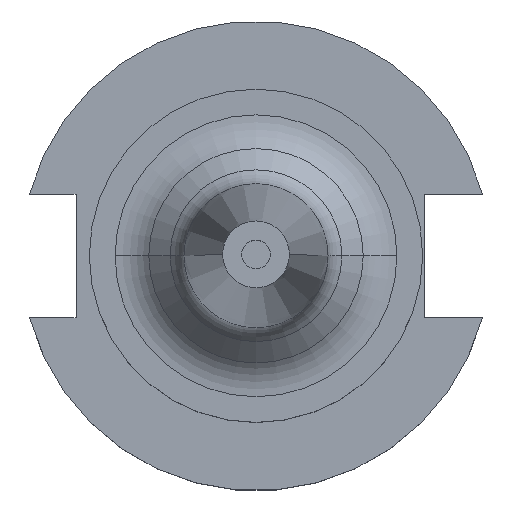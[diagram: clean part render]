
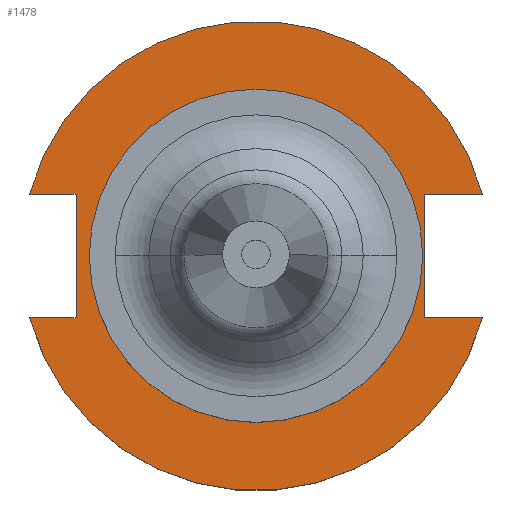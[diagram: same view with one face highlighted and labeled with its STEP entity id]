
A CAD part, top view. The second image highlights one B-rep face of the part: STEP entity #1478.
In plain terms, the highlighted planar face has unit normal (0, 0, 1).
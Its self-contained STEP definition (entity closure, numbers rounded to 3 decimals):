
#27 = VECTOR ( 'NONE', #1737, 1000. ) ;
#54 = DIRECTION ( 'NONE',  ( 0., -1., 0. ) ) ;
#55 = ORIENTED_EDGE ( 'NONE', *, *, #332, .F. ) ;
#64 = VECTOR ( 'NONE', #1738, 1000. ) ;
#74 = AXIS2_PLACEMENT_3D ( 'NONE', #457, #1573, #1725 ) ;
#76 = CARTESIAN_POINT ( 'NONE',  ( -47.477, 12.954, 19.05 ) ) ;
#88 = VERTEX_POINT ( 'NONE', #1396 ) ;
#100 = DIRECTION ( 'NONE',  ( 0., 0., 1. ) ) ;
#137 = VECTOR ( 'NONE', #54, 1000. ) ;
#147 = EDGE_CURVE ( 'NONE', #497, #288, #1374, .T. ) ;
#171 = EDGE_CURVE ( 'NONE', #917, #88, #1043, .T. ) ;
#193 = CARTESIAN_POINT ( 'NONE',  ( 47.477, -12.954, 19.05 ) ) ;
#225 = VECTOR ( 'NONE', #1708, 1000. ) ;
#234 = EDGE_CURVE ( 'NONE', #607, #1333, #1531, .T. ) ;
#257 = CARTESIAN_POINT ( 'NONE',  ( 47.477, 12.954, 19.05 ) ) ;
#281 = ORIENTED_EDGE ( 'NONE', *, *, #147, .F. ) ;
#288 = VERTEX_POINT ( 'NONE', #193 ) ;
#332 = EDGE_CURVE ( 'NONE', #1555, #1004, #395, .T. ) ;
#336 = DIRECTION ( 'NONE',  ( 0., 0., 1. ) ) ;
#342 = DIRECTION ( 'NONE',  ( -1., 0., 0. ) ) ;
#363 = EDGE_CURVE ( 'NONE', #1333, #497, #664, .T. ) ;
#372 = DIRECTION ( 'NONE',  ( 1., 0., 0. ) ) ;
#374 = CIRCLE ( 'NONE', #1167, 49.212 ) ;
#395 = LINE ( 'NONE', #462, #27 ) ;
#432 = CIRCLE ( 'NONE', #74, 49.212 ) ;
#439 = ORIENTED_EDGE ( 'NONE', *, *, #234, .F. ) ;
#446 = DIRECTION ( 'NONE',  ( 1., 0., 0. ) ) ;
#457 = CARTESIAN_POINT ( 'NONE',  ( 0., 0., 19.05 ) ) ;
#462 = CARTESIAN_POINT ( 'NONE',  ( -63.719, 12.954, 19.05 ) ) ;
#463 = AXIS2_PLACEMENT_3D ( 'NONE', #619, #336, #1309 ) ;
#469 = CARTESIAN_POINT ( 'NONE',  ( 35.306, 12.954, 19.05 ) ) ;
#473 = VERTEX_POINT ( 'NONE', #941 ) ;
#497 = VERTEX_POINT ( 'NONE', #1773 ) ;
#508 = EDGE_CURVE ( 'NONE', #607, #1004, #374, .T. ) ;
#518 = ORIENTED_EDGE ( 'NONE', *, *, #1010, .F. ) ;
#580 = VECTOR ( 'NONE', #446, 1000. ) ;
#588 = CARTESIAN_POINT ( 'NONE',  ( -37.719, 12.954, 19.05 ) ) ;
#607 = VERTEX_POINT ( 'NONE', #257 ) ;
#618 = CARTESIAN_POINT ( 'NONE',  ( -63.719, -12.954, 19.05 ) ) ;
#619 = CARTESIAN_POINT ( 'NONE',  ( 0., 0., 19.05 ) ) ;
#653 = VERTEX_POINT ( 'NONE', #674 ) ;
#664 = LINE ( 'NONE', #1035, #137 ) ;
#674 = CARTESIAN_POINT ( 'NONE',  ( -37.719, -12.954, 19.05 ) ) ;
#715 = CARTESIAN_POINT ( 'NONE',  ( -34.925, 0., 19.05 ) ) ;
#787 = ORIENTED_EDGE ( 'NONE', *, *, #880, .T. ) ;
#816 = FACE_OUTER_BOUND ( 'NONE', #1129, .T. ) ;
#855 = DIRECTION ( 'NONE',  ( 1., 0., 0. ) ) ;
#880 = EDGE_CURVE ( 'NONE', #473, #288, #432, .T. ) ;
#917 = VERTEX_POINT ( 'NONE', #715 ) ;
#940 = DIRECTION ( 'NONE',  ( 0., 0., 1. ) ) ;
#941 = CARTESIAN_POINT ( 'NONE',  ( -47.477, -12.954, 19.05 ) ) ;
#989 = ORIENTED_EDGE ( 'NONE', *, *, #1729, .F. ) ;
#1001 = DIRECTION ( 'NONE',  ( 0., 0., 1. ) ) ;
#1004 = VERTEX_POINT ( 'NONE', #76 ) ;
#1010 = EDGE_CURVE ( 'NONE', #88, #917, #1788, .T. ) ;
#1031 = ORIENTED_EDGE ( 'NONE', *, *, #1252, .F. ) ;
#1035 = CARTESIAN_POINT ( 'NONE',  ( 35.306, 12.954, 19.05 ) ) ;
#1043 = CIRCLE ( 'NONE', #1521, 34.925 ) ;
#1069 = DIRECTION ( 'NONE',  ( 1., 0., 0. ) ) ;
#1096 = EDGE_LOOP ( 'NONE', ( #518, #1530 ) ) ;
#1117 = ORIENTED_EDGE ( 'NONE', *, *, #363, .F. ) ;
#1129 = EDGE_LOOP ( 'NONE', ( #787, #281, #1117, #439, #1733, #55, #1031, #989 ) ) ;
#1156 = VECTOR ( 'NONE', #342, 1000. ) ;
#1167 = AXIS2_PLACEMENT_3D ( 'NONE', #1209, #100, #1069 ) ;
#1209 = CARTESIAN_POINT ( 'NONE',  ( 0., 0., 19.05 ) ) ;
#1248 = CARTESIAN_POINT ( 'NONE',  ( -37.719, 12.954, 19.05 ) ) ;
#1252 = EDGE_CURVE ( 'NONE', #653, #1555, #1672, .T. ) ;
#1265 = CARTESIAN_POINT ( 'NONE',  ( 35.306, -12.954, 19.05 ) ) ;
#1309 = DIRECTION ( 'NONE',  ( 1., 0., 0. ) ) ;
#1333 = VERTEX_POINT ( 'NONE', #1602 ) ;
#1374 = LINE ( 'NONE', #1265, #580 ) ;
#1396 = CARTESIAN_POINT ( 'NONE',  ( 34.925, 0., 19.05 ) ) ;
#1478 = ADVANCED_FACE ( 'NONE', ( #1570, #816 ), #1484, .T. ) ;
#1484 = PLANE ( 'NONE',  #1648 ) ;
#1521 = AXIS2_PLACEMENT_3D ( 'NONE', #1568, #1001, #855 ) ;
#1530 = ORIENTED_EDGE ( 'NONE', *, *, #171, .F. ) ;
#1531 = LINE ( 'NONE', #469, #1156 ) ;
#1555 = VERTEX_POINT ( 'NONE', #1248 ) ;
#1568 = CARTESIAN_POINT ( 'NONE',  ( 0., 0., 19.05 ) ) ;
#1570 = FACE_BOUND ( 'NONE', #1096, .T. ) ;
#1573 = DIRECTION ( 'NONE',  ( 0., 0., 1. ) ) ;
#1602 = CARTESIAN_POINT ( 'NONE',  ( 35.306, 12.954, 19.05 ) ) ;
#1622 = CARTESIAN_POINT ( 'NONE',  ( 0., 49.212, 19.05 ) ) ;
#1648 = AXIS2_PLACEMENT_3D ( 'NONE', #1622, #940, #372 ) ;
#1672 = LINE ( 'NONE', #588, #225 ) ;
#1708 = DIRECTION ( 'NONE',  ( 0., 1., 0. ) ) ;
#1725 = DIRECTION ( 'NONE',  ( 1., 0., 0. ) ) ;
#1729 = EDGE_CURVE ( 'NONE', #473, #653, #1743, .T. ) ;
#1733 = ORIENTED_EDGE ( 'NONE', *, *, #508, .T. ) ;
#1737 = DIRECTION ( 'NONE',  ( -1., 0., 0. ) ) ;
#1738 = DIRECTION ( 'NONE',  ( 1., 0., 0. ) ) ;
#1743 = LINE ( 'NONE', #618, #64 ) ;
#1773 = CARTESIAN_POINT ( 'NONE',  ( 35.306, -12.954, 19.05 ) ) ;
#1788 = CIRCLE ( 'NONE', #463, 34.925 ) ;
